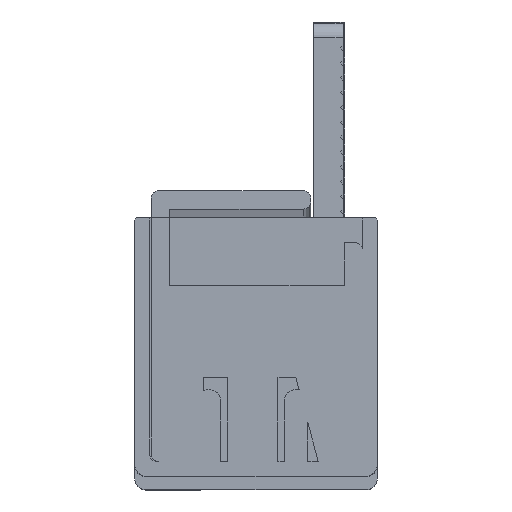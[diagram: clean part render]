
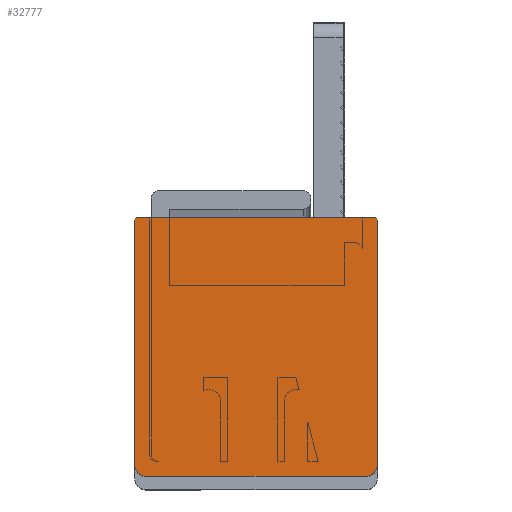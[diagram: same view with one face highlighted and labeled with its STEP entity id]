
A CAD part, top view. The second image highlights one B-rep face of the part: STEP entity #32777.
In plain terms, the highlighted planar face has unit normal (0, 0, 1).
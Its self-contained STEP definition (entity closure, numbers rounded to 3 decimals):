
#4 = DIRECTION ( 'NONE',  ( 1., 0., 0. ) ) ;
#14 = DIRECTION ( 'NONE',  ( 0., 0., -1. ) ) ;
#16 = DIRECTION ( 'NONE',  ( 1., 0., 0. ) ) ;
#17 = DIRECTION ( 'NONE',  ( 0., 0., -1. ) ) ;
#26 = CARTESIAN_POINT ( 'NONE',  ( -1.534, 16.3, 219. ) ) ;
#45 = CARTESIAN_POINT ( 'NONE',  ( -0.984, -0.25, 219. ) ) ;
#4968 = DIRECTION ( 'NONE',  ( 1., 0., 0. ) ) ;
#4970 = DIRECTION ( 'NONE',  ( 0., -1., 0. ) ) ;
#4974 = LINE ( 'NONE', #5002, #45165 ) ;
#4975 = LINE ( 'NONE', #4999, #45100 ) ;
#4979 = LINE ( 'NONE', #4998, #45050 ) ;
#4998 = CARTESIAN_POINT ( 'NONE',  ( -1.734, -11.046, 219. ) ) ;
#4999 = CARTESIAN_POINT ( 'NONE',  ( 6.466, -1., 219. ) ) ;
#5002 = CARTESIAN_POINT ( 'NONE',  ( 6.466, 16.5, 219. ) ) ;
#5026 = DIRECTION ( 'NONE',  ( 1., 0., 0. ) ) ;
#5063 = CARTESIAN_POINT ( 'NONE',  ( 13.916, -0.25, 219. ) ) ;
#5082 = DIRECTION ( 'NONE',  ( 0., 0., -1. ) ) ;
#5090 = DIRECTION ( 'NONE',  ( 1., 0., 0. ) ) ;
#5113 = CARTESIAN_POINT ( 'NONE',  ( 14.666, -11.046, 219. ) ) ;
#5124 = LINE ( 'NONE', #5113, #45145 ) ;
#5127 = DIRECTION ( 'NONE',  ( 0., -1., 0. ) ) ;
#5194 = CARTESIAN_POINT ( 'NONE',  ( 14.466, 16.3, 219. ) ) ;
#5195 = DIRECTION ( 'NONE',  ( 1., 0., 0. ) ) ;
#5225 = DIRECTION ( 'NONE',  ( 0., 0., -1. ) ) ;
#6074 = CARTESIAN_POINT ( 'NONE',  ( 14.666, 16.3, 219. ) ) ;
#6205 = CARTESIAN_POINT ( 'NONE',  ( -1.734, 16.3, 219. ) ) ;
#14602 = EDGE_CURVE ( 'NONE', #32006, #41196, #45074, .T. ) ;
#14615 = EDGE_CURVE ( 'NONE', #41353, #41236, #45056, .T. ) ;
#14671 = EDGE_CURVE ( 'NONE', #41353, #41303, #4975, .T. ) ;
#14679 = EDGE_CURVE ( 'NONE', #32006, #41236, #4979, .T. ) ;
#14697 = EDGE_CURVE ( 'NONE', #41196, #41151, #4974, .T. ) ;
#14746 = EDGE_CURVE ( 'NONE', #41144, #41303, #45130, .T. ) ;
#14810 = EDGE_CURVE ( 'NONE', #31870, #41144, #5124, .T. ) ;
#14904 = EDGE_CURVE ( 'NONE', #41151, #31870, #45201, .T. ) ;
#17660 = CARTESIAN_POINT ( 'NONE',  ( -1.534, 16.5, 219. ) ) ;
#17681 = CARTESIAN_POINT ( 'NONE',  ( 14.666, -0.25, 219. ) ) ;
#17692 = CARTESIAN_POINT ( 'NONE',  ( 14.466, 16.5, 219. ) ) ;
#17734 = CARTESIAN_POINT ( 'NONE',  ( 13.916, -1., 219. ) ) ;
#17778 = CARTESIAN_POINT ( 'NONE',  ( -1.734, -0.25, 219. ) ) ;
#17815 = CARTESIAN_POINT ( 'NONE',  ( -0.984, -1., 219. ) ) ;
#23495 = DIRECTION ( 'NONE',  ( 0., 0., -1. ) ) ;
#23497 = FACE_OUTER_BOUND ( 'NONE', #37650, .T. ) ;
#23501 = PLANE ( 'NONE',  #48169 ) ;
#23513 = CARTESIAN_POINT ( 'NONE',  ( 6.466, -11.046, 219. ) ) ;
#23521 = DIRECTION ( 'NONE',  ( -1., 0., 0. ) ) ;
#31870 = VERTEX_POINT ( 'NONE', #6074 ) ;
#32006 = VERTEX_POINT ( 'NONE', #6205 ) ;
#32777 = ADVANCED_FACE ( 'NONE', ( #23497 ), #23501, .F. ) ;
#36751 = ORIENTED_EDGE ( 'NONE', *, *, #14602, .F. ) ;
#36755 = ORIENTED_EDGE ( 'NONE', *, *, #14810, .F. ) ;
#36766 = ORIENTED_EDGE ( 'NONE', *, *, #14615, .F. ) ;
#36769 = ORIENTED_EDGE ( 'NONE', *, *, #14904, .F. ) ;
#36777 = ORIENTED_EDGE ( 'NONE', *, *, #14697, .F. ) ;
#36787 = ORIENTED_EDGE ( 'NONE', *, *, #14679, .T. ) ;
#36791 = ORIENTED_EDGE ( 'NONE', *, *, #14746, .F. ) ;
#36802 = ORIENTED_EDGE ( 'NONE', *, *, #14671, .T. ) ;
#37650 = EDGE_LOOP ( 'NONE', ( #36751, #36787, #36766, #36802, #36791, #36755, #36769, #36777 ) ) ;
#41144 = VERTEX_POINT ( 'NONE', #17681 ) ;
#41151 = VERTEX_POINT ( 'NONE', #17692 ) ;
#41196 = VERTEX_POINT ( 'NONE', #17660 ) ;
#41236 = VERTEX_POINT ( 'NONE', #17778 ) ;
#41303 = VERTEX_POINT ( 'NONE', #17734 ) ;
#41353 = VERTEX_POINT ( 'NONE', #17815 ) ;
#45050 = VECTOR ( 'NONE', #4970, 1000. ) ;
#45051 = AXIS2_PLACEMENT_3D ( 'NONE', #26, #17, #4 ) ;
#45056 = CIRCLE ( 'NONE', #45068, 0.75 ) ;
#45068 = AXIS2_PLACEMENT_3D ( 'NONE', #45, #14, #16 ) ;
#45074 = CIRCLE ( 'NONE', #45051, 0.2 ) ;
#45100 = VECTOR ( 'NONE', #4968, 1000. ) ;
#45130 = CIRCLE ( 'NONE', #45161, 0.75 ) ;
#45145 = VECTOR ( 'NONE', #5127, 1000. ) ;
#45161 = AXIS2_PLACEMENT_3D ( 'NONE', #5063, #5082, #5090 ) ;
#45165 = VECTOR ( 'NONE', #5026, 1000. ) ;
#45201 = CIRCLE ( 'NONE', #45218, 0.2 ) ;
#45218 = AXIS2_PLACEMENT_3D ( 'NONE', #5194, #5225, #5195 ) ;
#48169 = AXIS2_PLACEMENT_3D ( 'NONE', #23513, #23495, #23521 ) ;
